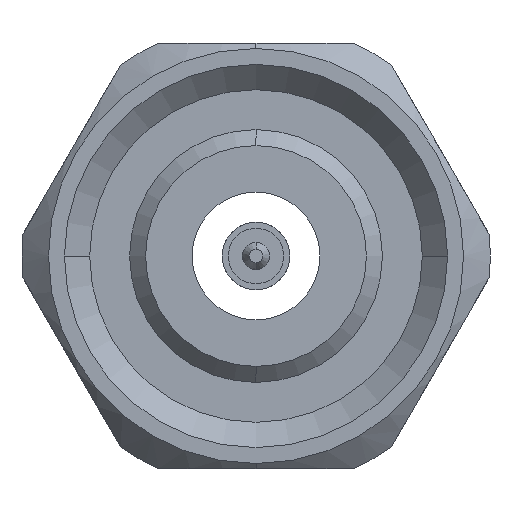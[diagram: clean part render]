
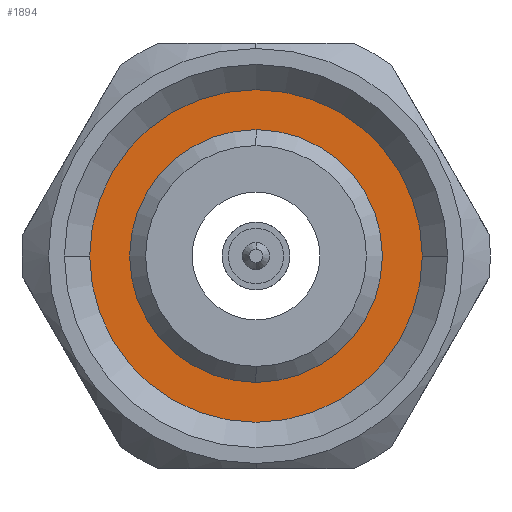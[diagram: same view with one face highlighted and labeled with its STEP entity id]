
A CAD part, left-side view. The second image highlights one B-rep face of the part: STEP entity #1894.
In plain terms, the highlighted planar face has unit normal (-1, 0, 0).
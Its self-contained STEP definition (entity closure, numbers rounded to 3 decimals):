
#255 = AXIS2_PLACEMENT_3D ( 'NONE', #4119, #5057, #380 ) ;
#380 = DIRECTION ( 'NONE',  ( 0., 0., 1. ) ) ;
#433 = CARTESIAN_POINT ( 'NONE',  ( 3.43, 0., 0. ) ) ;
#986 = DIRECTION ( 'NONE',  ( -1., 0., 0. ) ) ;
#1167 = CARTESIAN_POINT ( 'NONE',  ( 3.43, 0., 3.2 ) ) ;
#1200 = ORIENTED_EDGE ( 'NONE', *, *, #4866, .F. ) ;
#1264 = ORIENTED_EDGE ( 'NONE', *, *, #1804, .T. ) ;
#1361 = DIRECTION ( 'NONE',  ( 0., 0., 1. ) ) ;
#1386 = EDGE_LOOP ( 'NONE', ( #4501, #1200 ) ) ;
#1424 = DIRECTION ( 'NONE',  ( -1., 0., 0. ) ) ;
#1429 = CARTESIAN_POINT ( 'NONE',  ( 3.43, 0., 0. ) ) ;
#1459 = DIRECTION ( 'NONE',  ( 0., 0., 1. ) ) ;
#1505 = CIRCLE ( 'NONE', #2745, 2.375 ) ;
#1804 = EDGE_CURVE ( 'NONE', #3543, #2563, #4956, .T. ) ;
#1839 = CARTESIAN_POINT ( 'NONE',  ( 3.43, 0., 2.375 ) ) ;
#1894 = ADVANCED_FACE ( 'NONE', ( #2516, #5754 ), #1907, .T. ) ;
#1907 = PLANE ( 'NONE',  #2310 ) ;
#2310 = AXIS2_PLACEMENT_3D ( 'NONE', #5688, #986, #5258 ) ;
#2516 = FACE_BOUND ( 'NONE', #1386, .T. ) ;
#2563 = VERTEX_POINT ( 'NONE', #1167 ) ;
#2745 = AXIS2_PLACEMENT_3D ( 'NONE', #433, #3688, #1459 ) ;
#2773 = EDGE_CURVE ( 'NONE', #2563, #3543, #5055, .T. ) ;
#2858 = VERTEX_POINT ( 'NONE', #4673 ) ;
#3168 = AXIS2_PLACEMENT_3D ( 'NONE', #3711, #1424, #5110 ) ;
#3543 = VERTEX_POINT ( 'NONE', #4270 ) ;
#3643 = AXIS2_PLACEMENT_3D ( 'NONE', #1429, #3678, #1361 ) ;
#3678 = DIRECTION ( 'NONE',  ( -1., 0., 0. ) ) ;
#3688 = DIRECTION ( 'NONE',  ( -1., 0., 0. ) ) ;
#3711 = CARTESIAN_POINT ( 'NONE',  ( 3.43, 0., 0. ) ) ;
#4119 = CARTESIAN_POINT ( 'NONE',  ( 3.43, 0., 0. ) ) ;
#4270 = CARTESIAN_POINT ( 'NONE',  ( 3.43, 0., -3.2 ) ) ;
#4501 = ORIENTED_EDGE ( 'NONE', *, *, #5336, .F. ) ;
#4673 = CARTESIAN_POINT ( 'NONE',  ( 3.43, 0., -2.375 ) ) ;
#4743 = CIRCLE ( 'NONE', #3643, 2.375 ) ;
#4866 = EDGE_CURVE ( 'NONE', #2858, #4880, #4743, .T. ) ;
#4880 = VERTEX_POINT ( 'NONE', #1839 ) ;
#4902 = EDGE_LOOP ( 'NONE', ( #5068, #1264 ) ) ;
#4956 = CIRCLE ( 'NONE', #3168, 3.2 ) ;
#5055 = CIRCLE ( 'NONE', #255, 3.2 ) ;
#5057 = DIRECTION ( 'NONE',  ( -1., 0., 0. ) ) ;
#5068 = ORIENTED_EDGE ( 'NONE', *, *, #2773, .T. ) ;
#5110 = DIRECTION ( 'NONE',  ( 0., 0., 1. ) ) ;
#5258 = DIRECTION ( 'NONE',  ( 0., 0., 1. ) ) ;
#5336 = EDGE_CURVE ( 'NONE', #4880, #2858, #1505, .T. ) ;
#5688 = CARTESIAN_POINT ( 'NONE',  ( 3.43, 0., 0. ) ) ;
#5754 = FACE_OUTER_BOUND ( 'NONE', #4902, .T. ) ;
